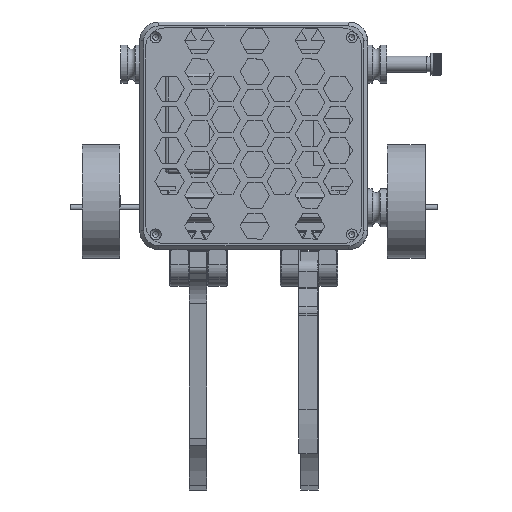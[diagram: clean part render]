
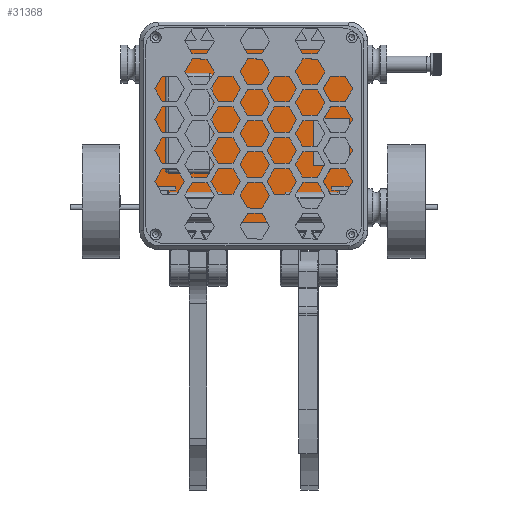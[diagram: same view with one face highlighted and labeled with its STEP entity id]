
A CAD part, top view. The second image highlights one B-rep face of the part: STEP entity #31368.
In plain terms, the highlighted planar face has unit normal (0, 0, 1).
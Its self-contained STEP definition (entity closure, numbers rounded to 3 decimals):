
#1953=PLANE('',#33961);
#3381=FACE_OUTER_BOUND('',#5316,.T.);
#5316=EDGE_LOOP('',(#25902,#25903,#25904,#25905,#25906,#25907,#25908,#25909,
#25910,#25911,#25912,#25913,#25914,#25915,#25916,#25917));
#8067=LINE('',#50821,#11064);
#8100=LINE('',#50905,#11097);
#8114=LINE('',#50949,#11111);
#8120=LINE('',#50963,#11117);
#8121=LINE('',#50965,#11118);
#8122=LINE('',#50967,#11119);
#8123=LINE('',#50969,#11120);
#8124=LINE('',#50971,#11121);
#8125=LINE('',#50973,#11122);
#8126=LINE('',#50975,#11123);
#8127=LINE('',#50977,#11124);
#8128=LINE('',#50979,#11125);
#8129=LINE('',#50980,#11126);
#8130=LINE('',#50982,#11127);
#8131=LINE('',#50984,#11128);
#8132=LINE('',#50985,#11129);
#11064=VECTOR('',#40168,10.);
#11097=VECTOR('',#40231,10.);
#11111=VECTOR('',#40265,10.);
#11117=VECTOR('',#40277,10.);
#11118=VECTOR('',#40278,10.);
#11119=VECTOR('',#40279,10.);
#11120=VECTOR('',#40280,10.);
#11121=VECTOR('',#40281,10.);
#11122=VECTOR('',#40282,10.);
#11123=VECTOR('',#40283,10.);
#11124=VECTOR('',#40284,10.);
#11125=VECTOR('',#40285,10.);
#11126=VECTOR('',#40286,10.);
#11127=VECTOR('',#40287,10.);
#11128=VECTOR('',#40288,10.);
#11129=VECTOR('',#40289,10.);
#14917=VERTEX_POINT('',#50818);
#14918=VERTEX_POINT('',#50820);
#14953=VERTEX_POINT('',#50902);
#14954=VERTEX_POINT('',#50904);
#14968=VERTEX_POINT('',#50948);
#14973=VERTEX_POINT('',#50962);
#14974=VERTEX_POINT('',#50964);
#14975=VERTEX_POINT('',#50966);
#14976=VERTEX_POINT('',#50968);
#14977=VERTEX_POINT('',#50970);
#14978=VERTEX_POINT('',#50972);
#14979=VERTEX_POINT('',#50974);
#14980=VERTEX_POINT('',#50976);
#14981=VERTEX_POINT('',#50978);
#14982=VERTEX_POINT('',#50981);
#14983=VERTEX_POINT('',#50983);
#18747=EDGE_CURVE('',#14918,#14917,#8067,.T.);
#18790=EDGE_CURVE('',#14953,#14954,#8100,.T.);
#18810=EDGE_CURVE('',#14968,#14918,#8114,.T.);
#18817=EDGE_CURVE('',#14917,#14973,#8120,.T.);
#18818=EDGE_CURVE('',#14973,#14974,#8121,.T.);
#18819=EDGE_CURVE('',#14974,#14975,#8122,.T.);
#18820=EDGE_CURVE('',#14975,#14976,#8123,.T.);
#18821=EDGE_CURVE('',#14977,#14976,#8124,.T.);
#18822=EDGE_CURVE('',#14977,#14978,#8125,.T.);
#18823=EDGE_CURVE('',#14978,#14979,#8126,.T.);
#18824=EDGE_CURVE('',#14979,#14980,#8127,.T.);
#18825=EDGE_CURVE('',#14980,#14981,#8128,.T.);
#18826=EDGE_CURVE('',#14981,#14954,#8129,.T.);
#18827=EDGE_CURVE('',#14953,#14982,#8130,.T.);
#18828=EDGE_CURVE('',#14982,#14983,#8131,.T.);
#18829=EDGE_CURVE('',#14983,#14968,#8132,.T.);
#25902=ORIENTED_EDGE('',*,*,#18747,.T.);
#25903=ORIENTED_EDGE('',*,*,#18817,.T.);
#25904=ORIENTED_EDGE('',*,*,#18818,.T.);
#25905=ORIENTED_EDGE('',*,*,#18819,.T.);
#25906=ORIENTED_EDGE('',*,*,#18820,.T.);
#25907=ORIENTED_EDGE('',*,*,#18821,.F.);
#25908=ORIENTED_EDGE('',*,*,#18822,.T.);
#25909=ORIENTED_EDGE('',*,*,#18823,.T.);
#25910=ORIENTED_EDGE('',*,*,#18824,.T.);
#25911=ORIENTED_EDGE('',*,*,#18825,.T.);
#25912=ORIENTED_EDGE('',*,*,#18826,.T.);
#25913=ORIENTED_EDGE('',*,*,#18790,.F.);
#25914=ORIENTED_EDGE('',*,*,#18827,.T.);
#25915=ORIENTED_EDGE('',*,*,#18828,.T.);
#25916=ORIENTED_EDGE('',*,*,#18829,.T.);
#25917=ORIENTED_EDGE('',*,*,#18810,.T.);
#31368=ADVANCED_FACE('',(#3381),#1953,.F.);
#33961=AXIS2_PLACEMENT_3D('',#50961,#40275,#40276);
#40168=DIRECTION('',(1.,0.,0.));
#40231=DIRECTION('',(0.,1.,0.));
#40265=DIRECTION('',(0.,-1.,0.));
#40275=DIRECTION('center_axis',(0.,0.,-1.));
#40276=DIRECTION('ref_axis',(-1.,0.,0.));
#40277=DIRECTION('',(0.,1.,0.));
#40278=DIRECTION('',(-1.,0.,0.));
#40279=DIRECTION('',(0.,1.,0.));
#40280=DIRECTION('',(1.,0.,0.));
#40281=DIRECTION('',(0.,-1.,0.));
#40282=DIRECTION('',(-1.,0.,0.));
#40283=DIRECTION('',(0.,1.,0.));
#40284=DIRECTION('',(-1.,0.,0.));
#40285=DIRECTION('',(0.,-1.,0.));
#40286=DIRECTION('',(-1.,0.,0.));
#40287=DIRECTION('',(1.,0.,0.));
#40288=DIRECTION('',(0.,-1.,0.));
#40289=DIRECTION('',(-1.,0.,0.));
#50818=CARTESIAN_POINT('',(43.096,-43.46,2.997));
#50820=CARTESIAN_POINT('',(-43.096,-43.46,2.997));
#50821=CARTESIAN_POINT('',(-27.075,-43.46,2.997));
#50902=CARTESIAN_POINT('',(-50.975,-25.202,2.997));
#50904=CARTESIAN_POINT('',(-50.975,28.526,2.997));
#50905=CARTESIAN_POINT('',(-50.975,-27.075,2.997));
#50948=CARTESIAN_POINT('',(-43.096,-27.202,2.997));
#50949=CARTESIAN_POINT('',(-43.096,-18.163,2.997));
#50961=CARTESIAN_POINT('Origin',(0.,0.,2.997));
#50962=CARTESIAN_POINT('',(43.096,-27.202,2.997));
#50963=CARTESIAN_POINT('',(43.096,-18.163,2.997));
#50964=CARTESIAN_POINT('',(39.096,-27.202,2.997));
#50965=CARTESIAN_POINT('',(27.048,-27.202,2.997));
#50966=CARTESIAN_POINT('',(39.096,-25.202,2.997));
#50967=CARTESIAN_POINT('',(39.096,-13.601,2.997));
#50968=CARTESIAN_POINT('',(50.975,-25.202,2.997));
#50969=CARTESIAN_POINT('',(19.548,-25.202,2.997));
#50970=CARTESIAN_POINT('',(50.975,28.526,2.997));
#50971=CARTESIAN_POINT('',(50.975,27.075,2.997));
#50972=CARTESIAN_POINT('',(47.65,28.526,2.997));
#50973=CARTESIAN_POINT('',(27.075,28.526,2.997));
#50974=CARTESIAN_POINT('',(47.65,43.46,2.997));
#50975=CARTESIAN_POINT('',(47.65,0.204,2.997));
#50976=CARTESIAN_POINT('',(-47.65,43.46,2.997));
#50977=CARTESIAN_POINT('',(-27.075,43.46,2.997));
#50978=CARTESIAN_POINT('',(-47.65,28.526,2.997));
#50979=CARTESIAN_POINT('',(-47.65,0.204,2.997));
#50980=CARTESIAN_POINT('',(-27.075,28.526,2.997));
#50981=CARTESIAN_POINT('',(-39.096,-25.202,2.997));
#50982=CARTESIAN_POINT('',(-19.548,-25.202,2.997));
#50983=CARTESIAN_POINT('',(-39.096,-27.202,2.997));
#50984=CARTESIAN_POINT('',(-39.096,-13.601,2.997));
#50985=CARTESIAN_POINT('',(-27.048,-27.202,2.997));
